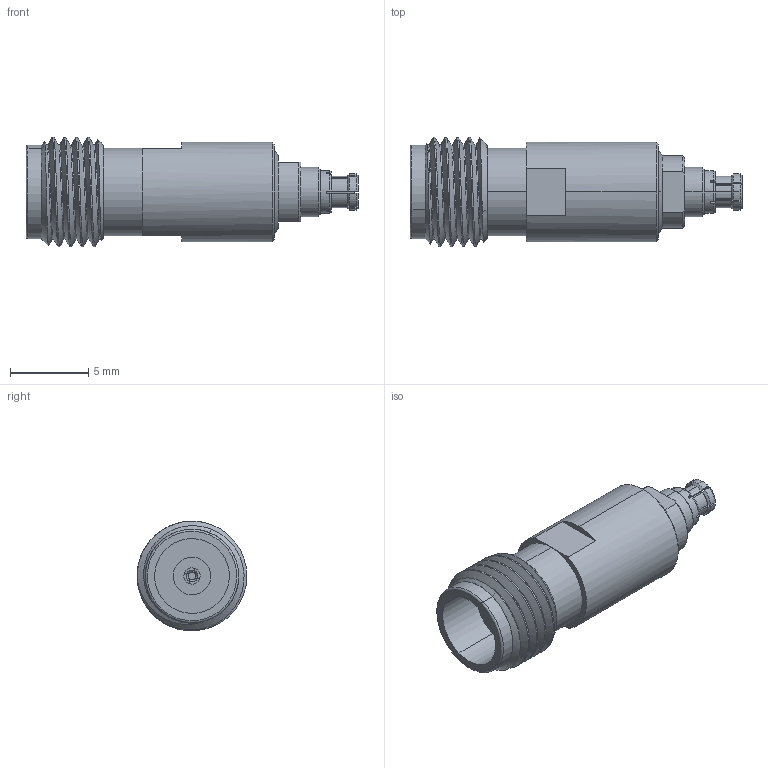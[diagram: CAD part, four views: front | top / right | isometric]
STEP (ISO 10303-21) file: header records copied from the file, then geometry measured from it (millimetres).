
FILE_DESCRIPTION (( 'STEP AP203' ), '1' );
FILE_NAME ('SM8932.step', '2018-08-06T23:36:36', ( '' ), ( '' ), 'SwSTEP 2.0', 'SolidWorks 2017', '' );
FILE_SCHEMA (( 'CONFIG_CONTROL_DESIGN' ));
Length unit declared in the file: inch
Products named in the file (1): SM8932
Bounding box: 21.18 x 7 x 6.99 mm (x, y, z)
Volume: 452.1 mm3; surface area: 649.9 mm2
Topology: 2 solids, 2 shells, 184 faces, 491 edges, 321 vertices
Faces by surface type: plane 76, cylinder 49, cone 48, bspline 9, torus 2
Entity records: 7632 total; most frequent: CARTESIAN_POINT 3066, ORIENTED_EDGE 982, DIRECTION 906, EDGE_CURVE 491, AXIS2_PLACEMENT_3D 348, VERTEX_POINT 321, LINE 210, VECTOR 210
